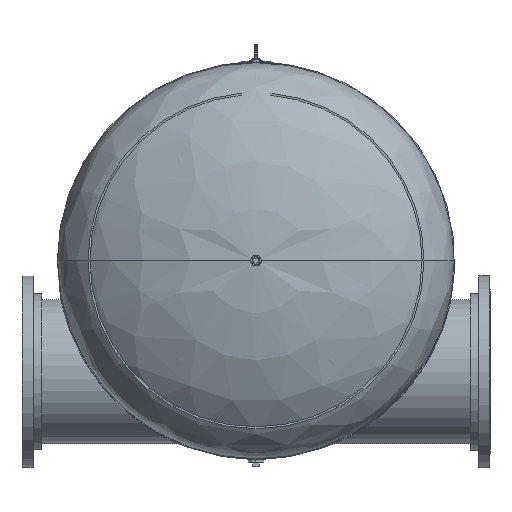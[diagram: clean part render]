
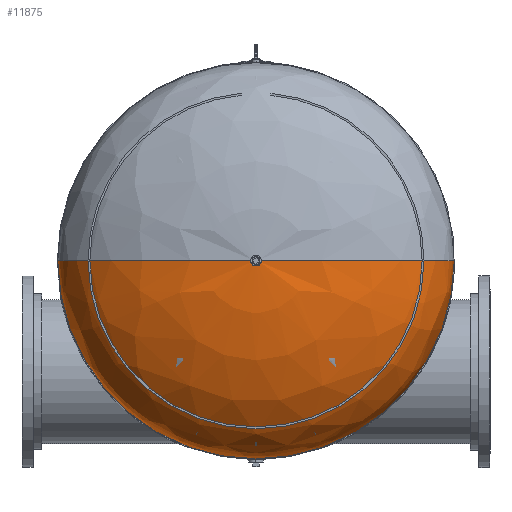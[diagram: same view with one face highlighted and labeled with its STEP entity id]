
A CAD part, front view. The second image highlights one B-rep face of the part: STEP entity #11875.
In plain terms, the highlighted free-form (B-spline) face has degree [3, 3] with [4, 4] control points.
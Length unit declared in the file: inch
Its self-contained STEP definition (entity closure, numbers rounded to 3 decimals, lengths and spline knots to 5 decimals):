
#19 = CARTESIAN_POINT ( 'NONE',  ( 33., 10.89571, 0. ) ) ;
#479 = DIRECTION ( 'NONE',  ( 0., -1., 0. ) ) ;
#1436 = CARTESIAN_POINT ( 'NONE',  ( -33., 1.3135, 66. ) ) ;
#1743 = CARTESIAN_POINT ( 'NONE',  ( 33., 10.89571, 0. ) ) ;
#2321 = CARTESIAN_POINT ( 'NONE',  ( 0., 17.9657, 0. ) ) ;
#2831 = VERTEX_POINT ( 'NONE', #16372 ) ;
#2954 = CARTESIAN_POINT ( 'NONE',  ( 33., 10.89571, 66. ) ) ;
#3250 = CARTESIAN_POINT ( 'NONE',  ( 33., 1.3135, 0. ) ) ;
#3479 = AXIS2_PLACEMENT_3D ( 'NONE', #2321, #479, #10338 ) ;
#3503 = CARTESIAN_POINT ( 'NONE',  ( -33., 10.89571, 0. ) ) ;
#3892 = CARTESIAN_POINT ( 'NONE',  ( 0., 17.9657, 0. ) ) ;
#4001 = ORIENTED_EDGE ( 'NONE', *, *, #17731, .F. ) ;
#4086 = EDGE_CURVE ( 'NONE', #18285, #4607, #11766, .T. ) ;
#4337 = EDGE_CURVE ( 'NONE', #2831, #4607, #19817, .T. ) ;
#4607 = VERTEX_POINT ( 'NONE', #15880 ) ;
#4758 = CARTESIAN_POINT ( 'NONE',  ( 0.75, 17.9657, 0. ) ) ;
#4991 =( BOUNDED_SURFACE ( )  B_SPLINE_SURFACE ( 3, 3, ( 
 ( #9767, #9554, #11183, #6195 ),
 ( #19687, #6624, #16242, #17742 ),
 ( #19, #2954, #13209, #16132 ),
 ( #21181, #16348, #1436, #19786 ) ),
 .UNSPECIFIED., .F., .F., .F. ) 
 B_SPLINE_SURFACE_WITH_KNOTS ( ( 4, 4 ),
 ( 4, 4 ),
 ( 0., 1. ),
 ( 0., 1. ),
 .UNSPECIFIED. ) 
 GEOMETRIC_REPRESENTATION_ITEM ( )  RATIONAL_B_SPLINE_SURFACE ( (
 ( 1., 0.333, 0.333, 1.),
 ( 0.81, 0.27, 0.27, 0.81),
 ( 0.81, 0.27, 0.27, 0.81),
 ( 1., 0.333, 0.333, 1.) ) ) 
 REPRESENTATION_ITEM ( '' )  SURFACE ( )  );
#5121 =( BOUNDED_CURVE ( )  B_SPLINE_CURVE ( 3, ( #4758, #18154, #1743, #3250 ),
 .UNSPECIFIED., .F., .F. ) 
 B_SPLINE_CURVE_WITH_KNOTS ( ( 4, 4 ),
 ( 4.73512, 6.28319 ),
 .UNSPECIFIED. ) 
 CURVE ( )  GEOMETRIC_REPRESENTATION_ITEM ( )  RATIONAL_B_SPLINE_CURVE ( ( 1., 0.81, 0.81, 1. ) ) 
 REPRESENTATION_ITEM ( '' )  );
#5414 = VERTEX_POINT ( 'NONE', #19992 ) ;
#6195 = CARTESIAN_POINT ( 'NONE',  ( -0.75, 17.9657, 0. ) ) ;
#6398 = CARTESIAN_POINT ( 'NONE',  ( -0.75, 17.9657, 0. ) ) ;
#6624 = CARTESIAN_POINT ( 'NONE',  ( 19.72945, 17.74792, 39.45891 ) ) ;
#6692 = ORIENTED_EDGE ( 'NONE', *, *, #4337, .F. ) ;
#7290 = CARTESIAN_POINT ( 'NONE',  ( -19.72945, 17.74792, 0. ) ) ;
#7467 = CARTESIAN_POINT ( 'NONE',  ( 0., 1.3135, 0. ) ) ;
#9554 = CARTESIAN_POINT ( 'NONE',  ( 0.75, 17.9657, 1.5 ) ) ;
#9592 = CIRCLE ( 'NONE', #15096, 0.75 ) ;
#9767 = CARTESIAN_POINT ( 'NONE',  ( 0.75, 17.9657, 0. ) ) ;
#9857 = EDGE_LOOP ( 'NONE', ( #13280, #17360, #6692, #4001, #13613 ) ) ;
#10338 = DIRECTION ( 'NONE',  ( 1., 0., 0. ) ) ;
#10391 = DIRECTION ( 'NONE',  ( 1., 0., 0. ) ) ;
#10533 = AXIS2_PLACEMENT_3D ( 'NONE', #7467, #19026, #14053 ) ;
#11183 = CARTESIAN_POINT ( 'NONE',  ( -0.75, 17.9657, 1.5 ) ) ;
#11484 = EDGE_CURVE ( 'NONE', #5414, #13083, #9592, .T. ) ;
#11766 =( BOUNDED_CURVE ( )  B_SPLINE_CURVE ( 3, ( #18297, #7290, #3503, #13547 ),
 .UNSPECIFIED., .F., .F. ) 
 B_SPLINE_CURVE_WITH_KNOTS ( ( 4, 4 ),
 ( 4.73512, 6.28319 ),
 .UNSPECIFIED. ) 
 CURVE ( )  GEOMETRIC_REPRESENTATION_ITEM ( )  RATIONAL_B_SPLINE_CURVE ( ( 1., 0.81, 0.81, 1. ) ) 
 REPRESENTATION_ITEM ( '' )  );
#11875 = ADVANCED_FACE ( 'NONE', ( #14713 ), #4991, .F. ) ;
#12180 = CARTESIAN_POINT ( 'NONE',  ( 0., 17.9657, 0.75 ) ) ;
#13083 = VERTEX_POINT ( 'NONE', #12180 ) ;
#13209 = CARTESIAN_POINT ( 'NONE',  ( -33., 10.89571, 66. ) ) ;
#13280 = ORIENTED_EDGE ( 'NONE', *, *, #16393, .T. ) ;
#13547 = CARTESIAN_POINT ( 'NONE',  ( -33., 1.3135, 0. ) ) ;
#13613 = ORIENTED_EDGE ( 'NONE', *, *, #11484, .T. ) ;
#14053 = DIRECTION ( 'NONE',  ( 1., 0., 0. ) ) ;
#14713 = FACE_OUTER_BOUND ( 'NONE', #9857, .T. ) ;
#15096 = AXIS2_PLACEMENT_3D ( 'NONE', #3892, #17179, #10391 ) ;
#15554 = CIRCLE ( 'NONE', #3479, 0.75 ) ;
#15880 = CARTESIAN_POINT ( 'NONE',  ( -33., 1.3135, 0. ) ) ;
#16132 = CARTESIAN_POINT ( 'NONE',  ( -33., 10.89571, 0. ) ) ;
#16242 = CARTESIAN_POINT ( 'NONE',  ( -19.72945, 17.74792, 39.45891 ) ) ;
#16348 = CARTESIAN_POINT ( 'NONE',  ( 33., 1.3135, 66. ) ) ;
#16372 = CARTESIAN_POINT ( 'NONE',  ( 33., 1.3135, 0. ) ) ;
#16393 = EDGE_CURVE ( 'NONE', #13083, #18285, #15554, .T. ) ;
#17179 = DIRECTION ( 'NONE',  ( 0., -1., 0. ) ) ;
#17360 = ORIENTED_EDGE ( 'NONE', *, *, #4086, .T. ) ;
#17731 = EDGE_CURVE ( 'NONE', #5414, #2831, #5121, .T. ) ;
#17742 = CARTESIAN_POINT ( 'NONE',  ( -19.72945, 17.74792, 0. ) ) ;
#18154 = CARTESIAN_POINT ( 'NONE',  ( 19.72945, 17.74792, 0. ) ) ;
#18285 = VERTEX_POINT ( 'NONE', #6398 ) ;
#18297 = CARTESIAN_POINT ( 'NONE',  ( -0.75, 17.9657, 0. ) ) ;
#19026 = DIRECTION ( 'NONE',  ( 0., -1., 0. ) ) ;
#19687 = CARTESIAN_POINT ( 'NONE',  ( 19.72945, 17.74792, 0. ) ) ;
#19786 = CARTESIAN_POINT ( 'NONE',  ( -33., 1.3135, 0. ) ) ;
#19817 = CIRCLE ( 'NONE', #10533, 33. ) ;
#19992 = CARTESIAN_POINT ( 'NONE',  ( 0.75, 17.9657, 0. ) ) ;
#21181 = CARTESIAN_POINT ( 'NONE',  ( 33., 1.3135, 0. ) ) ;
